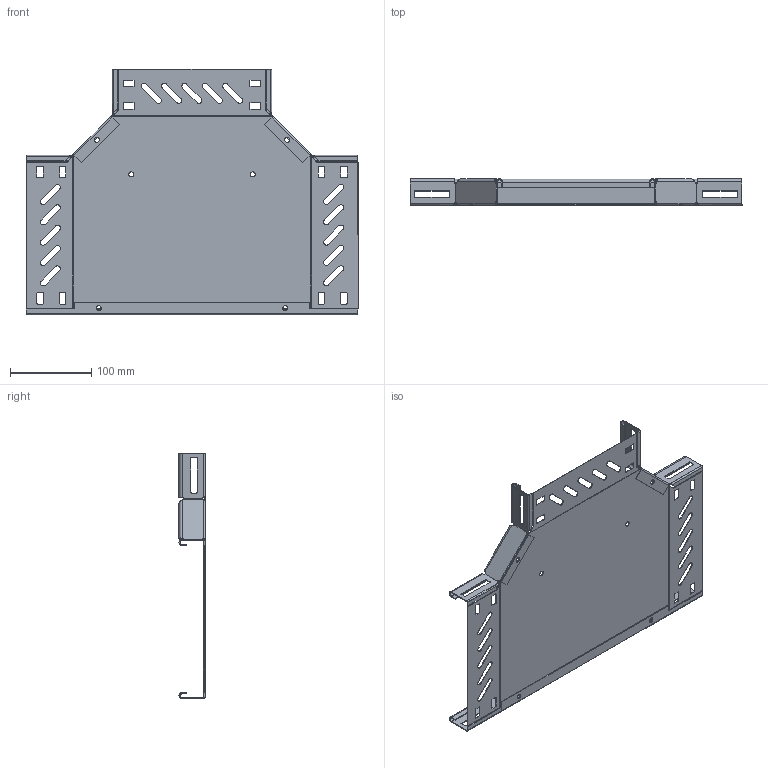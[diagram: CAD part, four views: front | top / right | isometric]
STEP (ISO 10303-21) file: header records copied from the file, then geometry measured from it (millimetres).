
FILE_DESCRIPTION (( 'STEP AP214' ), '1' );
FILE_NAME ('6038002.STEP', '2024-10-25T12:27:39', ( '' ), ( '' ), 'SwSTEP 2.0', 'SolidWorks 2024', '' );
FILE_SCHEMA (( 'AUTOMOTIVE_DESIGN' ));
Length unit declared in the file: millimetre
Products named in the file (4): 172072_200; 6038002; 181332_200; 167655_35x90°
Assembly tree (4 placements, depth 2):
  6038002
    172072_200
    167655_35x90°  x2
    181332_200
Bounding box: 408.13 x 32 x 302.07 mm (x, y, z)
Volume: 119916 mm3; surface area: 273876.2 mm2
Topology: 4 solids, 4 shells, 477 faces, 1263 edges, 794 vertices
Faces by surface type: plane 272, cylinder 189, bspline 16
Entity records: 12576 total; most frequent: CARTESIAN_POINT 2611, ORIENTED_EDGE 2078, DIRECTION 2009, EDGE_CURVE 1039, LINE 673, VECTOR 673, AXIS2_PLACEMENT_3D 668, VERTEX_POINT 666
